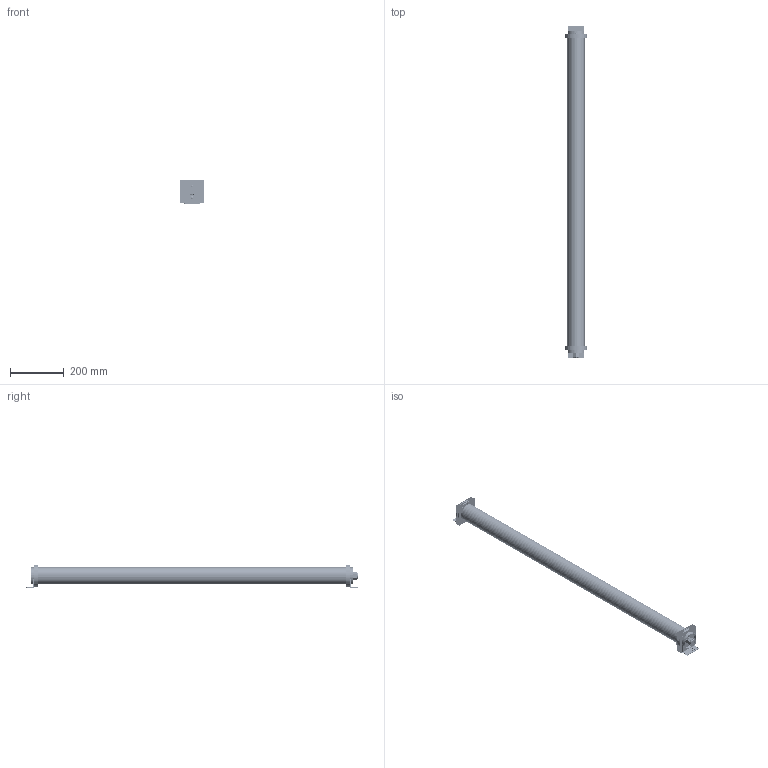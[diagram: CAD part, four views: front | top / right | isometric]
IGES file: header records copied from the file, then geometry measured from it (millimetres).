
Start section:  PTC IGES file: 181282.igs
Global section: file name: 181282.igs; native system: Creo Parametric by Parametric Technology Corporation; preprocessor: 2013230; author: pdmadmin; organization: Unknown; date: 20160204.161743; units: millimetre
Bounding box: 85.85 x 1237.94 x 87.26 mm (x, y, z)
Volume: 1664799.6 mm3; surface area: 5376209.4 mm2
Topology: 93 solids, 133 shells, 12044 faces, 61768 edges, 78194 vertices
Faces by surface type: bspline 6982, revolution 5062
